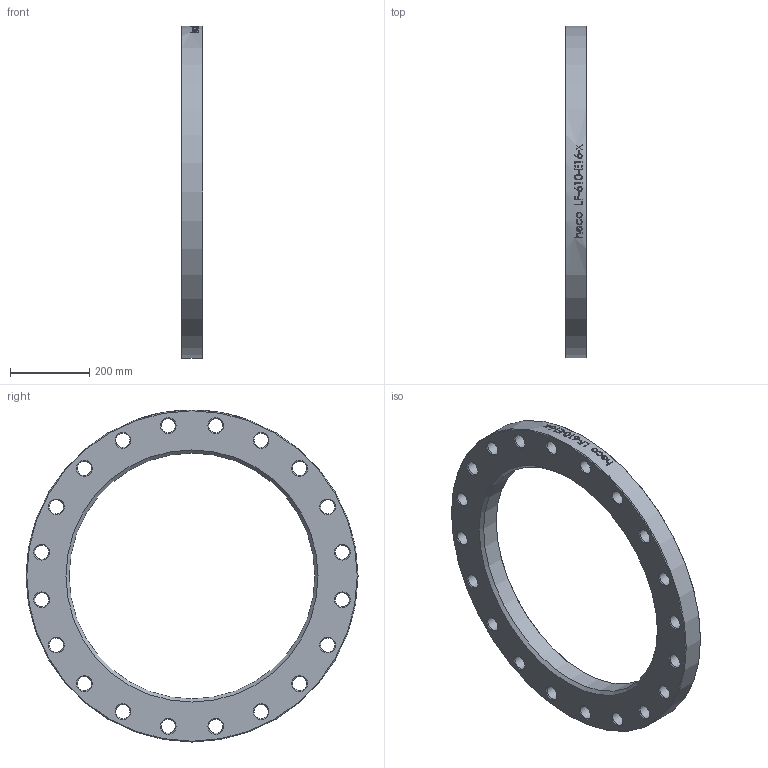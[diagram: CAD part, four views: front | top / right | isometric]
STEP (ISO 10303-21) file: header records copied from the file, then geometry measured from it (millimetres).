
FILE_DESCRIPTION (( 'STEP AP214' ), '1' );
FILE_NAME ('LF-610-E16-x Loser Flansch 2101.STEP', '2021-01-22T09:16:52', ( '' ), ( '' ), 'SwSTEP 2.0', 'SolidWorks 2019', '' );
FILE_SCHEMA (( 'AUTOMOTIVE_DESIGN' ));
Length unit declared in the file: millimetre
Products named in the file (1): LF-610-E16-x Loser Flansch 2101
Bounding box: 55 x 840 x 840 mm (x, y, z)
Volume: 12549084.7 mm3; surface area: 814217.9 mm2
Topology: 1 solids, 1 shells, 89 faces, 321 edges, 255 vertices
Faces by surface type: cone 44, cylinder 43, plane 2
Full cylindrical faces by diameter (mm): 36 x20, 622 x1, 840 x1
Entity records: 6895 total; most frequent: CARTESIAN_POINT 4205, ORIENTED_EDGE 466, DIRECTION 455, EDGE_CURVE 233, VERTEX_POINT 233, EDGE_LOOP 218, AXIS2_PLACEMENT_3D 213, CIRCLE 123
